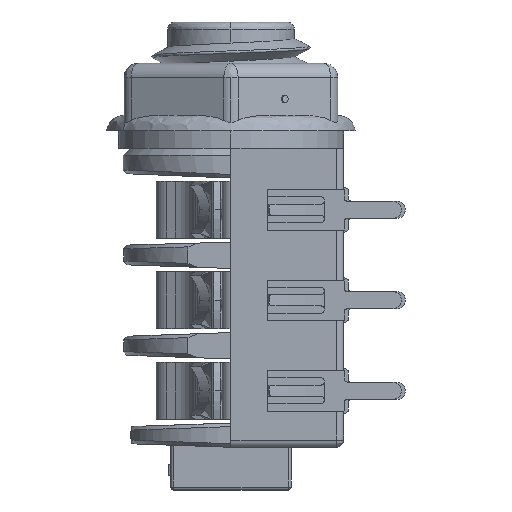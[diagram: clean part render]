
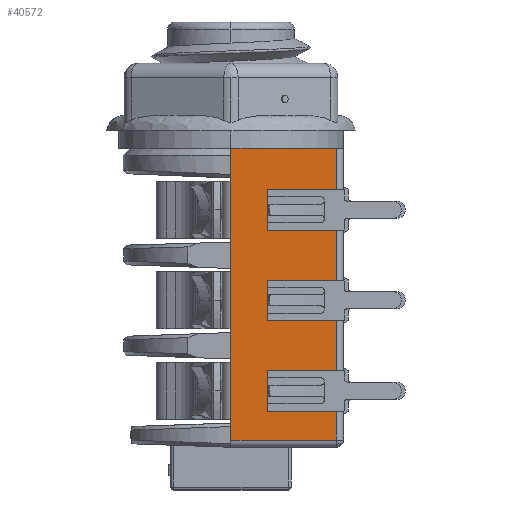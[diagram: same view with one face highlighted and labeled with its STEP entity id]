
A CAD part, left-side view. The second image highlights one B-rep face of the part: STEP entity #40572.
In plain terms, the highlighted face is planar.
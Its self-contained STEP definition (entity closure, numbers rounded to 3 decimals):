
#19 = CARTESIAN_POINT ( 'NONE',  ( 0., 0., 9.1 ) ) ;
#58 = ORIENTED_EDGE ( 'NONE', *, *, #14403, .T. ) ;
#159 = CARTESIAN_POINT ( 'NONE',  ( 0., -2.54, 9.1 ) ) ;
#1241 = DIRECTION ( 'NONE',  ( 0., 1., 0. ) ) ;
#1260 = CARTESIAN_POINT ( 'NONE',  ( -9.28, -2.54, 9.1 ) ) ;
#1707 = VERTEX_POINT ( 'NONE', #16842 ) ;
#1815 = CARTESIAN_POINT ( 'NONE',  ( -9.28, 0., 9.1 ) ) ;
#2245 = VERTEX_POINT ( 'NONE', #34552 ) ;
#3176 = DIRECTION ( 'NONE',  ( 1., 0., 0. ) ) ;
#3426 = VECTOR ( 'NONE', #28551, 1000. ) ;
#3668 = DIRECTION ( 'NONE',  ( 1., 0., 0. ) ) ;
#3672 = LINE ( 'NONE', #159, #7196 ) ;
#3720 = VERTEX_POINT ( 'NONE', #36777 ) ;
#4861 = EDGE_CURVE ( 'NONE', #1707, #8322, #26681, .T. ) ;
#4905 = ORIENTED_EDGE ( 'NONE', *, *, #28721, .T. ) ;
#5720 = LINE ( 'NONE', #1815, #20460 ) ;
#5813 = VERTEX_POINT ( 'NONE', #37248 ) ;
#6508 = EDGE_CURVE ( 'NONE', #16945, #33577, #16944, .T. ) ;
#6827 = LINE ( 'NONE', #35663, #36944 ) ;
#7134 = LINE ( 'NONE', #16610, #3426 ) ;
#7196 = VECTOR ( 'NONE', #12510, 1000. ) ;
#7614 = VECTOR ( 'NONE', #3176, 1000. ) ;
#7793 = VERTEX_POINT ( 'NONE', #12847 ) ;
#7798 = CARTESIAN_POINT ( 'NONE',  ( 0., -7.4, 9.1 ) ) ;
#7882 = DIRECTION ( 'NONE',  ( 1., 0., 0. ) ) ;
#7970 = CARTESIAN_POINT ( 'NONE',  ( -2.93, 0., 9.1 ) ) ;
#8202 = DIRECTION ( 'NONE',  ( 0., -1., 0. ) ) ;
#8322 = VERTEX_POINT ( 'NONE', #23642 ) ;
#8346 = LINE ( 'NONE', #33486, #18544 ) ;
#8948 = CARTESIAN_POINT ( 'NONE',  ( -5.77, -2.54, 9.1 ) ) ;
#9540 = EDGE_LOOP ( 'NONE', ( #39320, #19263, #19806, #27288, #37617, #9728, #38851, #9784, #24288, #37893, #15860, #30297, #29090, #36691, #4905, #58 ) ) ;
#9550 = CARTESIAN_POINT ( 'NONE',  ( -5.77, 0., 9.1 ) ) ;
#9728 = ORIENTED_EDGE ( 'NONE', *, *, #6508, .T. ) ;
#9784 = ORIENTED_EDGE ( 'NONE', *, *, #28038, .T. ) ;
#9896 = VECTOR ( 'NONE', #13850, 1000. ) ;
#10340 = VERTEX_POINT ( 'NONE', #12535 ) ;
#10496 = LINE ( 'NONE', #22614, #36529 ) ;
#10535 = PLANE ( 'NONE',  #10875 ) ;
#10697 = VECTOR ( 'NONE', #3668, 1000. ) ;
#10875 = AXIS2_PLACEMENT_3D ( 'NONE', #11565, #36711, #14226 ) ;
#10945 = DIRECTION ( 'NONE',  ( 0., 1., 0. ) ) ;
#11170 = LINE ( 'NONE', #29490, #26021 ) ;
#11565 = CARTESIAN_POINT ( 'NONE',  ( 0., 0., 9.1 ) ) ;
#11667 = DIRECTION ( 'NONE',  ( 0., -1., 0. ) ) ;
#12453 = EDGE_CURVE ( 'NONE', #10340, #26458, #18817, .T. ) ;
#12510 = DIRECTION ( 'NONE',  ( 1., 0., 0. ) ) ;
#12535 = CARTESIAN_POINT ( 'NONE',  ( -12.12, -2.54, 9.1 ) ) ;
#12847 = CARTESIAN_POINT ( 'NONE',  ( -18.47, -2.54, 9.1 ) ) ;
#13850 = DIRECTION ( 'NONE',  ( -1., 0., 0. ) ) ;
#13910 = CARTESIAN_POINT ( 'NONE',  ( 0., -7.4, 9.1 ) ) ;
#14226 = DIRECTION ( 'NONE',  ( 1., 0., 0. ) ) ;
#14403 = EDGE_CURVE ( 'NONE', #5813, #29198, #10496, .T. ) ;
#15440 = EDGE_CURVE ( 'NONE', #8322, #37073, #19408, .T. ) ;
#15860 = ORIENTED_EDGE ( 'NONE', *, *, #4861, .T. ) ;
#16434 = CARTESIAN_POINT ( 'NONE',  ( -15.63, -7.4, 9.1 ) ) ;
#16610 = CARTESIAN_POINT ( 'NONE',  ( 0., -7.4, 9.1 ) ) ;
#16842 = CARTESIAN_POINT ( 'NONE',  ( -9.28, -7.4, 9.1 ) ) ;
#16944 = LINE ( 'NONE', #30101, #26173 ) ;
#16945 = VERTEX_POINT ( 'NONE', #37498 ) ;
#17699 = EDGE_CURVE ( 'NONE', #37073, #18257, #3672, .T. ) ;
#17750 = LINE ( 'NONE', #30501, #9896 ) ;
#18257 = VERTEX_POINT ( 'NONE', #40466 ) ;
#18544 = VECTOR ( 'NONE', #34493, 1000. ) ;
#18817 = LINE ( 'NONE', #31378, #7614 ) ;
#19263 = ORIENTED_EDGE ( 'NONE', *, *, #28780, .T. ) ;
#19408 = LINE ( 'NONE', #9550, #33836 ) ;
#19806 = ORIENTED_EDGE ( 'NONE', *, *, #35537, .T. ) ;
#20009 = EDGE_CURVE ( 'NONE', #33577, #34225, #38706, .T. ) ;
#20460 = VECTOR ( 'NONE', #8202, 1000. ) ;
#20467 = VECTOR ( 'NONE', #11667, 1000. ) ;
#20568 = CARTESIAN_POINT ( 'NONE',  ( -20.5, -7.4, 9.1 ) ) ;
#20899 = LINE ( 'NONE', #7970, #20467 ) ;
#22041 = VECTOR ( 'NONE', #10945, 1000. ) ;
#22614 = CARTESIAN_POINT ( 'NONE',  ( 0., 0., 9.1 ) ) ;
#23049 = EDGE_CURVE ( 'NONE', #28676, #7793, #29859, .T. ) ;
#23642 = CARTESIAN_POINT ( 'NONE',  ( -5.77, -7.4, 9.1 ) ) ;
#24288 = ORIENTED_EDGE ( 'NONE', *, *, #12453, .T. ) ;
#26021 = VECTOR ( 'NONE', #7882, 1000. ) ;
#26173 = VECTOR ( 'NONE', #39026, 1000. ) ;
#26458 = VERTEX_POINT ( 'NONE', #1260 ) ;
#26681 = LINE ( 'NONE', #13910, #32062 ) ;
#27058 = EDGE_CURVE ( 'NONE', #18257, #2245, #20899, .T. ) ;
#27288 = ORIENTED_EDGE ( 'NONE', *, *, #23049, .T. ) ;
#28038 = EDGE_CURVE ( 'NONE', #34225, #10340, #6827, .T. ) ;
#28551 = DIRECTION ( 'NONE',  ( 1., 0., 0. ) ) ;
#28676 = VERTEX_POINT ( 'NONE', #31621 ) ;
#28721 = EDGE_CURVE ( 'NONE', #2245, #5813, #7134, .T. ) ;
#28780 = EDGE_CURVE ( 'NONE', #3720, #33167, #8346, .T. ) ;
#28848 = CARTESIAN_POINT ( 'NONE',  ( -12.12, -7.4, 9.1 ) ) ;
#29063 = FACE_OUTER_BOUND ( 'NONE', #9540, .T. ) ;
#29090 = ORIENTED_EDGE ( 'NONE', *, *, #17699, .T. ) ;
#29198 = VERTEX_POINT ( 'NONE', #19 ) ;
#29490 = CARTESIAN_POINT ( 'NONE',  ( 0., -2.54, 9.1 ) ) ;
#29859 = LINE ( 'NONE', #39202, #22041 ) ;
#30101 = CARTESIAN_POINT ( 'NONE',  ( -15.63, 0., 9.1 ) ) ;
#30297 = ORIENTED_EDGE ( 'NONE', *, *, #15440, .T. ) ;
#30501 = CARTESIAN_POINT ( 'NONE',  ( 0., 0., 9.1 ) ) ;
#31378 = CARTESIAN_POINT ( 'NONE',  ( 0., -2.54, 9.1 ) ) ;
#31621 = CARTESIAN_POINT ( 'NONE',  ( -18.47, -7.4, 9.1 ) ) ;
#32062 = VECTOR ( 'NONE', #32860, 1000. ) ;
#32201 = EDGE_CURVE ( 'NONE', #7793, #16945, #11170, .T. ) ;
#32860 = DIRECTION ( 'NONE',  ( 1., 0., 0. ) ) ;
#32907 = DIRECTION ( 'NONE',  ( 1., 0., 0. ) ) ;
#33167 = VERTEX_POINT ( 'NONE', #20568 ) ;
#33486 = CARTESIAN_POINT ( 'NONE',  ( -20.5, 0., 9.1 ) ) ;
#33577 = VERTEX_POINT ( 'NONE', #16434 ) ;
#33836 = VECTOR ( 'NONE', #38000, 1000. ) ;
#34225 = VERTEX_POINT ( 'NONE', #28848 ) ;
#34493 = DIRECTION ( 'NONE',  ( 0., -1., 0. ) ) ;
#34552 = CARTESIAN_POINT ( 'NONE',  ( -2.93, -7.4, 9.1 ) ) ;
#35186 = CARTESIAN_POINT ( 'NONE',  ( 0., -7.4, 9.1 ) ) ;
#35226 = DIRECTION ( 'NONE',  ( 0., 1., 0. ) ) ;
#35537 = EDGE_CURVE ( 'NONE', #33167, #28676, #35820, .T. ) ;
#35582 = EDGE_CURVE ( 'NONE', #26458, #1707, #5720, .T. ) ;
#35611 = VECTOR ( 'NONE', #32907, 1000. ) ;
#35663 = CARTESIAN_POINT ( 'NONE',  ( -12.12, 0., 9.1 ) ) ;
#35820 = LINE ( 'NONE', #7798, #35611 ) ;
#36316 = EDGE_CURVE ( 'NONE', #29198, #3720, #17750, .T. ) ;
#36529 = VECTOR ( 'NONE', #35226, 1000. ) ;
#36691 = ORIENTED_EDGE ( 'NONE', *, *, #27058, .T. ) ;
#36711 = DIRECTION ( 'NONE',  ( 0., 0., 1. ) ) ;
#36777 = CARTESIAN_POINT ( 'NONE',  ( -20.5, 0., 9.1 ) ) ;
#36944 = VECTOR ( 'NONE', #1241, 1000. ) ;
#37073 = VERTEX_POINT ( 'NONE', #8948 ) ;
#37248 = CARTESIAN_POINT ( 'NONE',  ( 0., -7.4, 9.1 ) ) ;
#37498 = CARTESIAN_POINT ( 'NONE',  ( -15.63, -2.54, 9.1 ) ) ;
#37617 = ORIENTED_EDGE ( 'NONE', *, *, #32201, .T. ) ;
#37893 = ORIENTED_EDGE ( 'NONE', *, *, #35582, .T. ) ;
#38000 = DIRECTION ( 'NONE',  ( 0., 1., 0. ) ) ;
#38706 = LINE ( 'NONE', #35186, #10697 ) ;
#38851 = ORIENTED_EDGE ( 'NONE', *, *, #20009, .T. ) ;
#39026 = DIRECTION ( 'NONE',  ( 0., -1., 0. ) ) ;
#39202 = CARTESIAN_POINT ( 'NONE',  ( -18.47, 0., 9.1 ) ) ;
#39320 = ORIENTED_EDGE ( 'NONE', *, *, #36316, .T. ) ;
#40466 = CARTESIAN_POINT ( 'NONE',  ( -2.93, -2.54, 9.1 ) ) ;
#40572 = ADVANCED_FACE ( 'NONE', ( #29063 ), #10535, .T. ) ;
